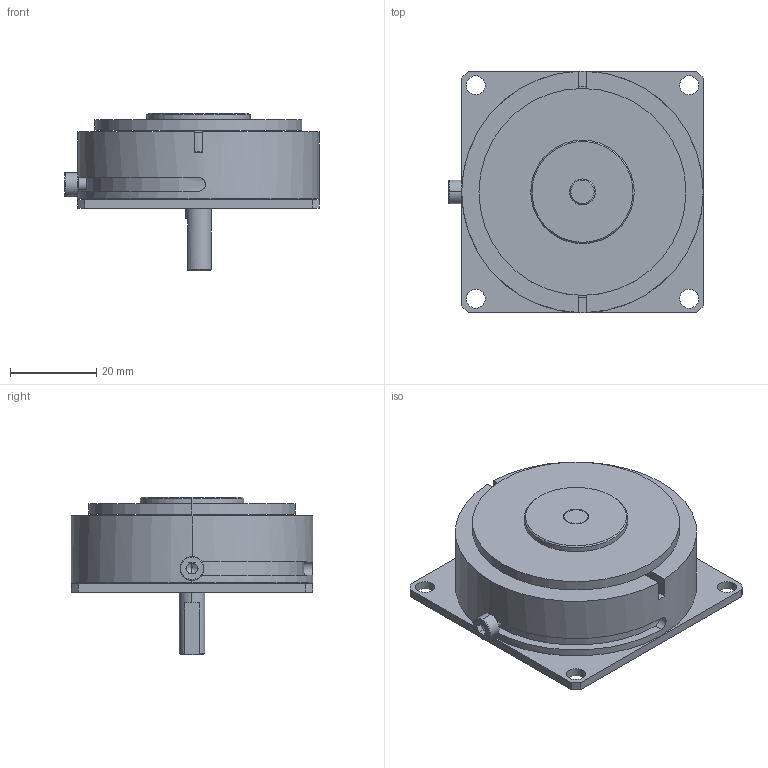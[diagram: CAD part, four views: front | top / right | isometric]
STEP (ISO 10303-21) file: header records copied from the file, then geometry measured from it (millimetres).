
FILE_DESCRIPTION (( 'STEP AP203' ), '1' );
FILE_NAME ('PHT 0.5S_25297100.STEP', '2016-06-10T05:05:07', ( ' ' ), ( '' ), 'SwSTEP 2.0', 'SolidWorks 2009', '' );
FILE_SCHEMA (( 'CONFIG_CONTROL_DESIGN' ));
Length unit declared in the file: millimetre
Products named in the file (1): PHT 0.5S_25297100
Bounding box: 59 x 56 x 36.5 mm (x, y, z)
Volume: 48691.2 mm3; surface area: 15992.4 mm2
Topology: 1 solids, 2 shells, 230 faces, 560 edges, 345 vertices
Faces by surface type: plane 113, cylinder 62, cone 51, torus 4
Entity records: 6989 total; most frequent: CARTESIAN_POINT 1417, DIRECTION 1207, ORIENTED_EDGE 1116, EDGE_CURVE 558, AXIS2_PLACEMENT_3D 469, VERTEX_POINT 345, VECTOR 269, LINE 269
